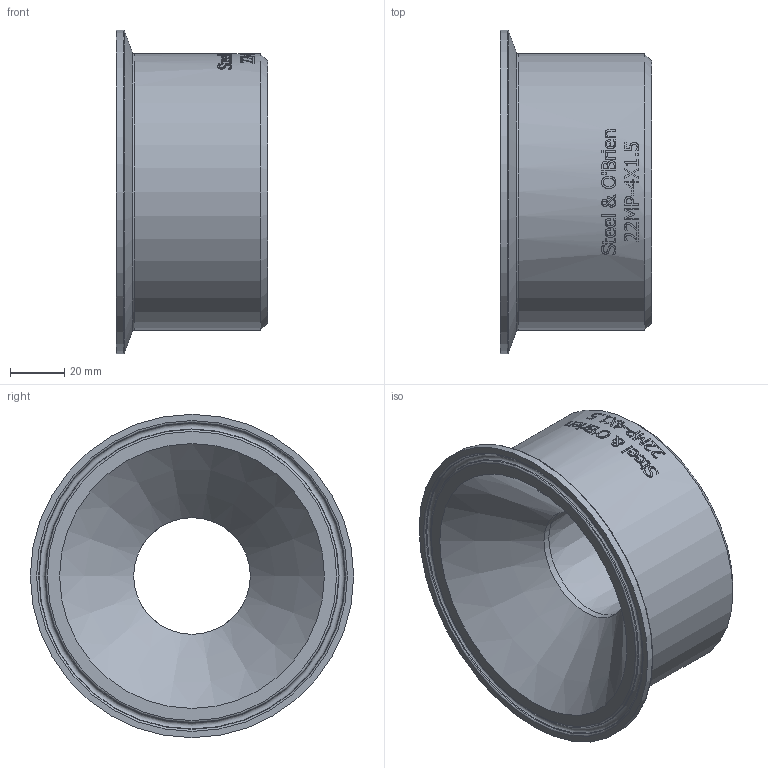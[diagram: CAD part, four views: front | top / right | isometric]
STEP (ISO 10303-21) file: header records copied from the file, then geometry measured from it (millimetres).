
FILE_DESCRIPTION(/* description */ (''),/* implementation_level */ '2;1');
FILE_NAME(/* name */ '22MP-4X1.5.ipt.stp',/* time_stamp */ '2019-08-23T16:30:01-04:00',/* author */ ('Engineering'),/* organization */ (''),/* preprocessor_version */ 'ST-DEVELOPER v15.2',/* originating_system */ 'Autodesk Inventor 2014',/* authorisation */ '');
FILE_SCHEMA (('AUTOMOTIVE_DESIGN { 1 0 10303 214 3 1 1 }'));
Length unit declared in the file: inch
Products named in the file (1): 22MP-4X1.5
Bounding box: 55.55 x 118.92 x 118.92 mm (x, y, z)
Volume: 308937.6 mm3; surface area: 42529.4 mm2
Topology: 1 solids, 1 shells, 379 faces, 1014 edges, 672 vertices
Faces by surface type: plane 167, bspline 163, cylinder 37, cone 7, torus 5
Full cylindrical faces by diameter (mm): 42.898 x1, 101.6 x1, 118.923 x1
Entity records: 14560 total; most frequent: CARTESIAN_POINT 6002, ORIENTED_EDGE 1998, DIRECTION 1319, EDGE_CURVE 999, VERTEX_POINT 672, LINE 461, VECTOR 461, EDGE_LOOP 431
